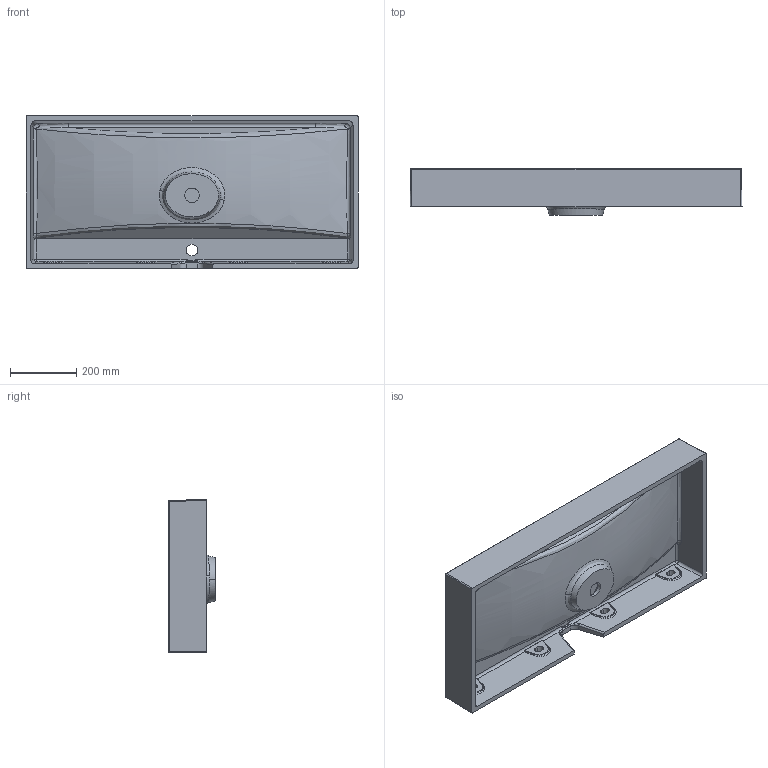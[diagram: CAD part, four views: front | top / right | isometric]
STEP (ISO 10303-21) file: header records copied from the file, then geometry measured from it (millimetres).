
FILE_DESCRIPTION (( 'STEP AP203' ), '1' );
FILE_NAME ('6229511011.step', '2020-12-18T12:37:49', ( 'admin' ), ( '' ), 'SwSTEP 2.0', 'SolidWorks 2019', '' );
FILE_SCHEMA (( 'CONFIG_CONTROL_DESIGN' ));
Length unit declared in the file: millimetre
Products named in the file (1): 6229511011
Bounding box: 1000 x 141 x 460 mm (x, y, z)
Volume: 12819288.5 mm3; surface area: 1652405.6 mm2
Topology: 2 solids, 2 shells, 189 faces, 473 edges, 270 vertices
Faces by surface type: bspline 88, cylinder 46, plane 34, cone 8, sphere 7, torus 6
Entity records: 28172 total; most frequent: CARTESIAN_POINT 24337, ORIENTED_EDGE 900, DIRECTION 619, EDGE_CURVE 450, VERTEX_POINT 268, AXIS2_PLACEMENT_3D 246, EDGE_LOOP 204, FACE_OUTER_BOUND 189
